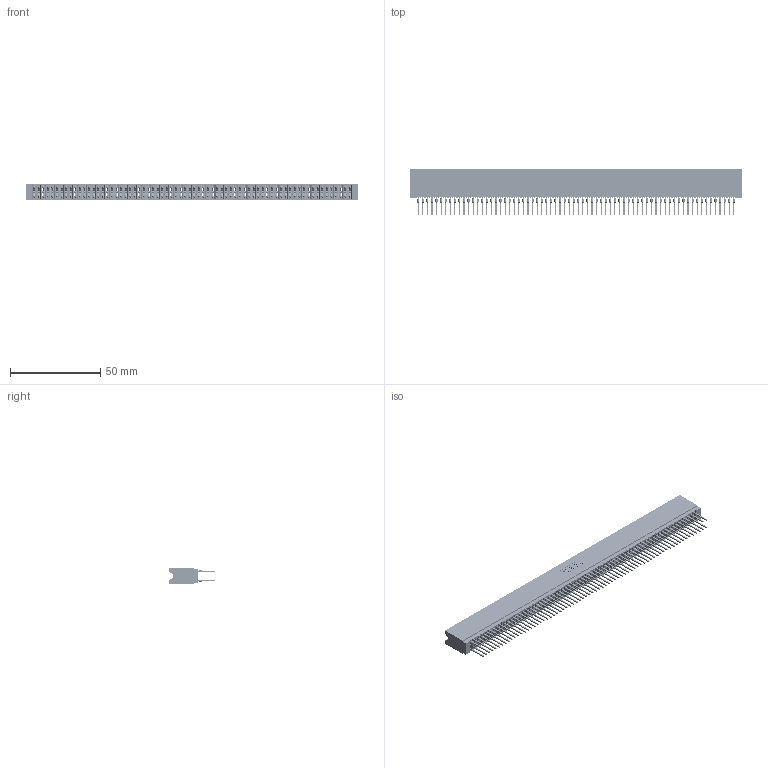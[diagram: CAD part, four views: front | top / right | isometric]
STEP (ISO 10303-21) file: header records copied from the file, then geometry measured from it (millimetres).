
FILE_DESCRIPTION (( 'STEP AP203' ), '1' );
FILE_NAME ('745-140-522-206.STEP', '2020-09-14T21:34:46', ( '' ), ( '' ), 'SwSTEP 2.0', 'SolidWorks 2020', '' );
FILE_SCHEMA (( 'CONFIG_CONTROL_DESIGN' ));
Length unit declared in the file: inch
Products named in the file (3): 745-140-522-206; 745 Part_Insulator Option - 06; 745-292-001_522
Assembly tree (141 placements, depth 2):
  745-140-522-206
    745 Part_Insulator Option - 06
    745-292-001_522  x140
Bounding box: 184.4 x 25.92 x 8.89 mm (x, y, z)
Volume: 16563.4 mm3; surface area: 34832.5 mm2
Topology: 141 solids, 141 shells, 12626 faces, 33930 edges, 21312 vertices
Faces by surface type: plane 6496, bspline 2800, cylinder 2490, torus 840
Entity records: 114050 total; most frequent: CARTESIAN_POINT 20274, ORIENTED_EDGE 19766, DIRECTION 17243, EDGE_CURVE 9883, LINE 9281, VECTOR 9281, VERTEX_POINT 6300, AXIS2_PLACEMENT_3D 3981
